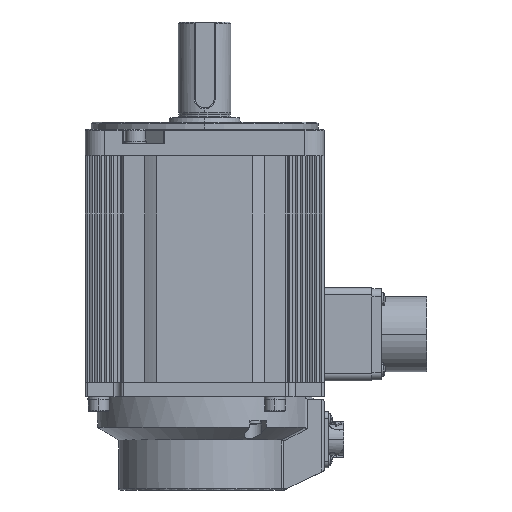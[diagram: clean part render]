
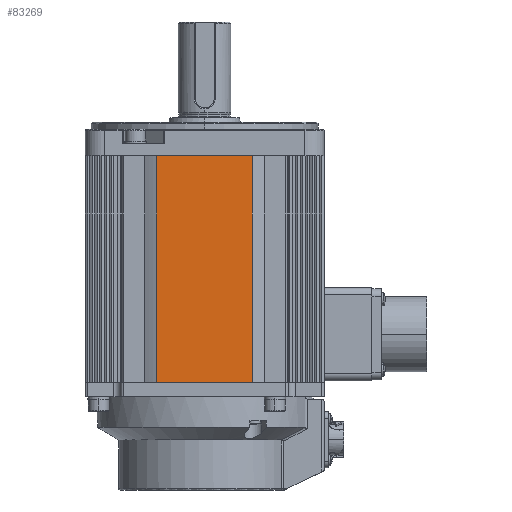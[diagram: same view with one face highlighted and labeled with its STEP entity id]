
A CAD part, left-side view. The second image highlights one B-rep face of the part: STEP entity #83269.
In plain terms, the highlighted planar face has unit normal (-1, 0, 0).
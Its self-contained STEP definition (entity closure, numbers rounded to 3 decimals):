
#2077 = CARTESIAN_POINT ( 'NONE',  ( -50.075, -50., -50.075 ) ) ;
#7705 = VECTOR ( 'NONE', #69694, 1000. ) ;
#9237 = DIRECTION ( 'NONE',  ( 0., 0., 1. ) ) ;
#9301 = FACE_OUTER_BOUND ( 'NONE', #16226, .T. ) ;
#9636 = ORIENTED_EDGE ( 'NONE', *, *, #80332, .T. ) ;
#11497 = VERTEX_POINT ( 'NONE', #29665 ) ;
#13864 = EDGE_CURVE ( 'NONE', #79938, #11497, #45551, .T. ) ;
#13947 = EDGE_CURVE ( 'NONE', #34666, #53185, #75528, .T. ) ;
#13951 = CARTESIAN_POINT ( 'NONE',  ( -50.075, 0., 44.925 ) ) ;
#16226 = EDGE_LOOP ( 'NONE', ( #62074, #58485, #9636, #55958 ) ) ;
#19658 = LINE ( 'NONE', #33453, #38542 ) ;
#19927 = CARTESIAN_POINT ( 'NONE',  ( -50.075, -50., -50.075 ) ) ;
#27243 = DIRECTION ( 'NONE',  ( 0., 0., -1. ) ) ;
#27661 = LINE ( 'NONE', #28581, #44322 ) ;
#28581 = CARTESIAN_POINT ( 'NONE',  ( -50.075, 20., -50.075 ) ) ;
#29665 = CARTESIAN_POINT ( 'NONE',  ( -50.075, -20., -50.075 ) ) ;
#33453 = CARTESIAN_POINT ( 'NONE',  ( -50.075, -20., -50.075 ) ) ;
#34666 = VERTEX_POINT ( 'NONE', #39445 ) ;
#36833 = EDGE_CURVE ( 'NONE', #53185, #11497, #19658, .T. ) ;
#38542 = VECTOR ( 'NONE', #27243, 1000. ) ;
#39445 = CARTESIAN_POINT ( 'NONE',  ( -50.075, 20., 44.925 ) ) ;
#42573 = DIRECTION ( 'NONE',  ( 0., -1., 0. ) ) ;
#44322 = VECTOR ( 'NONE', #78323, 1000. ) ;
#44387 = PLANE ( 'NONE',  #83980 ) ;
#45551 = LINE ( 'NONE', #19927, #7705 ) ;
#51839 = DIRECTION ( 'NONE',  ( -1., 0., 0. ) ) ;
#53185 = VERTEX_POINT ( 'NONE', #55567 ) ;
#55567 = CARTESIAN_POINT ( 'NONE',  ( -50.075, -20., 44.925 ) ) ;
#55958 = ORIENTED_EDGE ( 'NONE', *, *, #13864, .T. ) ;
#56628 = VECTOR ( 'NONE', #42573, 1000. ) ;
#58485 = ORIENTED_EDGE ( 'NONE', *, *, #13947, .F. ) ;
#62074 = ORIENTED_EDGE ( 'NONE', *, *, #36833, .F. ) ;
#69694 = DIRECTION ( 'NONE',  ( 0., -1., 0. ) ) ;
#75528 = LINE ( 'NONE', #13951, #56628 ) ;
#78323 = DIRECTION ( 'NONE',  ( 0., 0., -1. ) ) ;
#78751 = CARTESIAN_POINT ( 'NONE',  ( -50.075, 20., -50.075 ) ) ;
#79938 = VERTEX_POINT ( 'NONE', #78751 ) ;
#80332 = EDGE_CURVE ( 'NONE', #34666, #79938, #27661, .T. ) ;
#83269 = ADVANCED_FACE ( 'NONE', ( #9301 ), #44387, .T. ) ;
#83980 = AXIS2_PLACEMENT_3D ( 'NONE', #2077, #51839, #9237 ) ;
